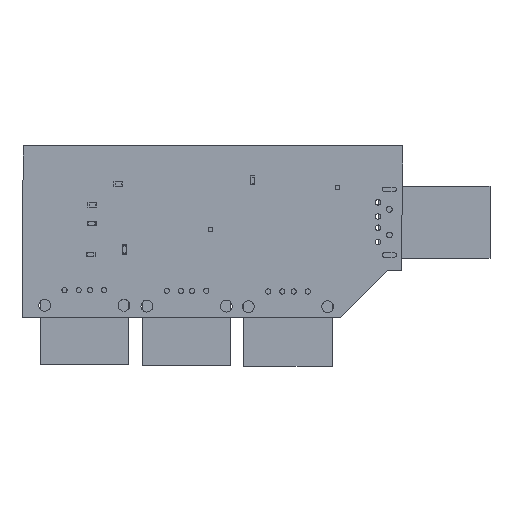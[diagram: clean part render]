
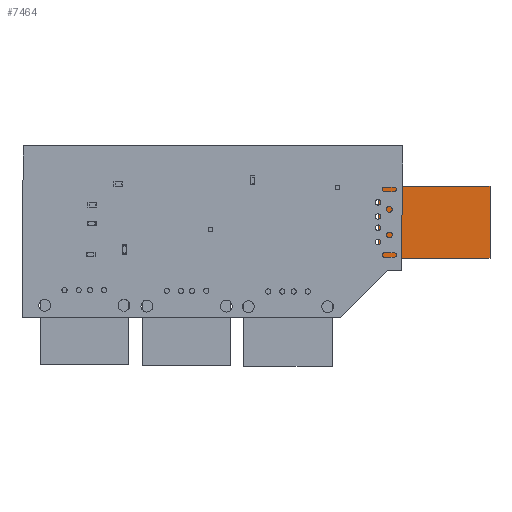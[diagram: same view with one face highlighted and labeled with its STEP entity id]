
A CAD part, top view. The second image highlights one B-rep face of the part: STEP entity #7464.
In plain terms, the highlighted planar face has unit normal (0, 0, 1).
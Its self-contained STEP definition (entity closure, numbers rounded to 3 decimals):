
#794=FACE_OUTER_BOUND('',#1254,.T.);
#1254=EDGE_LOOP('',(#5155,#5156,#5157,#5158));
#1708=LINE('',#10496,#2422);
#1714=LINE('',#10508,#2428);
#1716=LINE('',#10511,#2430);
#1718=LINE('',#10514,#2432);
#2422=VECTOR('',#8725,10.);
#2428=VECTOR('',#8733,10.);
#2430=VECTOR('',#8737,10.);
#2432=VECTOR('',#8741,10.);
#3150=VERTEX_POINT('',#10493);
#3151=VERTEX_POINT('',#10495);
#3154=VERTEX_POINT('',#10502);
#3156=VERTEX_POINT('',#10506);
#3916=EDGE_CURVE('',#3150,#3151,#1708,.T.);
#3922=EDGE_CURVE('',#3154,#3156,#1714,.T.);
#3924=EDGE_CURVE('',#3150,#3154,#1716,.T.);
#3926=EDGE_CURVE('',#3151,#3156,#1718,.T.);
#5155=ORIENTED_EDGE('',*,*,#3916,.F.);
#5156=ORIENTED_EDGE('',*,*,#3924,.T.);
#5157=ORIENTED_EDGE('',*,*,#3922,.T.);
#5158=ORIENTED_EDGE('',*,*,#3926,.F.);
#7094=PLANE('',#8008);
#7464=ADVANCED_FACE('',(#794),#7094,.T.);
#8008=AXIS2_PLACEMENT_3D('',#10516,#8744,#8745);
#8725=DIRECTION('',(0.,1.,0.));
#8733=DIRECTION('',(0.,1.,0.));
#8737=DIRECTION('',(1.,0.,0.));
#8741=DIRECTION('',(1.,0.,0.));
#8744=DIRECTION('center_axis',(0.,0.,1.));
#8745=DIRECTION('ref_axis',(1.,0.,0.));
#10493=CARTESIAN_POINT('',(-6.339,-18.761,-1.838));
#10495=CARTESIAN_POINT('',(-6.339,0.997,-1.838));
#10496=CARTESIAN_POINT('',(-6.339,-18.761,-1.838));
#10502=CARTESIAN_POINT('',(6.339,-18.761,-1.838));
#10506=CARTESIAN_POINT('',(6.339,0.997,-1.838));
#10508=CARTESIAN_POINT('',(6.339,-18.761,-1.838));
#10511=CARTESIAN_POINT('',(-6.339,-18.761,-1.838));
#10514=CARTESIAN_POINT('',(-6.339,0.997,-1.838));
#10516=CARTESIAN_POINT('Origin',(0.,-18.761,-1.838));
